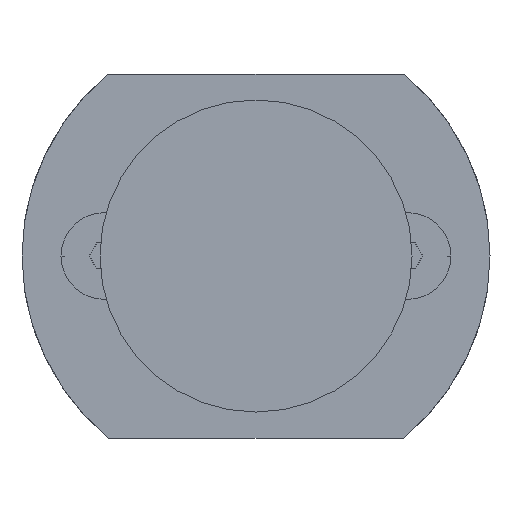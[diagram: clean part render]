
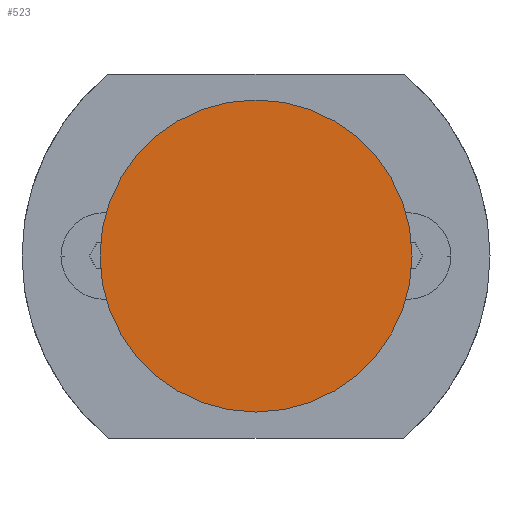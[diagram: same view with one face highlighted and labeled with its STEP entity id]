
A CAD part, front view. The second image highlights one B-rep face of the part: STEP entity #523.
In plain terms, the highlighted planar face has unit normal (0, -1, 0).
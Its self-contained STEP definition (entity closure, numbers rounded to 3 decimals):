
#523=ADVANCED_FACE('',(#1353),#1354,.T.);
#571=EDGE_CURVE('',#953,#637,#1406,.T.);
#637=VERTEX_POINT('',#1482);
#779=EDGE_CURVE('',#637,#953,#1643,.T.);
#953=VERTEX_POINT('',#1835);
#1353=FACE_OUTER_BOUND('',#2285,.T.);
#1354=PLANE('',#2286);
#1406=CIRCLE('',#2354,18.0);
#1482=CARTESIAN_POINT('',(18.0,0.0,0.0));
#1643=CIRCLE('',#2666,18.0);
#1835=CARTESIAN_POINT('',(-18.0,0.0,0.));
#2285=EDGE_LOOP('',(#3490,#3491));
#2286=AXIS2_PLACEMENT_3D('',#3492,#3493,#3494);
#2354=AXIS2_PLACEMENT_3D('',#3542,#3543,#3544);
#2666=AXIS2_PLACEMENT_3D('',#3836,#3837,#3838);
#3490=ORIENTED_EDGE('',*,*,#779,.T.);
#3491=ORIENTED_EDGE('',*,*,#571,.T.);
#3492=CARTESIAN_POINT('',(0.0,0.0,0.0));
#3493=DIRECTION('',(0.0,-1.0,0.0));
#3494=DIRECTION('',(-1.0,0.0,0.0));
#3542=CARTESIAN_POINT('',(0.0,0.0,0.0));
#3543=DIRECTION('',(0.0,-1.0,0.0));
#3544=DIRECTION('',(1.0,0.0,0.0));
#3836=CARTESIAN_POINT('',(0.0,0.0,0.0));
#3837=DIRECTION('',(0.0,-1.0,0.0));
#3838=DIRECTION('',(1.0,0.0,0.0));
